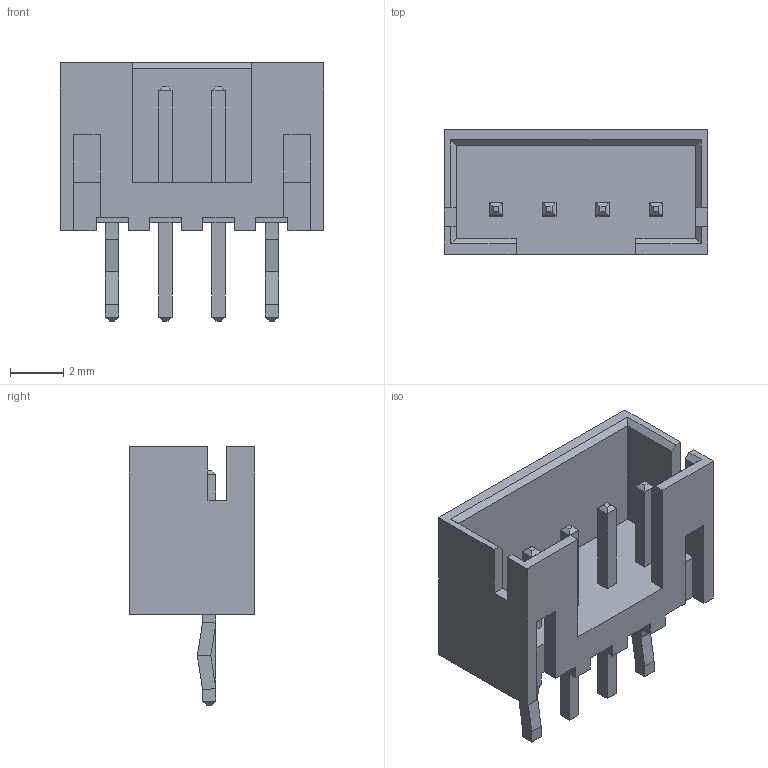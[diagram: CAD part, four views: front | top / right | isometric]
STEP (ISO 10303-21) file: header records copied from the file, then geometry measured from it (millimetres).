
FILE_DESCRIPTION (( 'STEP AP214' ), '1' );
FILE_NAME ('CONN-TH_4P-P2.00_FWF20001-S04S22W5B.step', '2022-07-29T17:10:06', ( '' ), ( '' ), 'SwSTEP 2.0', 'SolidWorks 2020', '' );
FILE_SCHEMA (( 'AUTOMOTIVE_DESIGN' ));
Length unit declared in the file: millimetre
Products named in the file (1): CONN-TH_4P-P2.00_FWF20001-S04S22W5B
Bounding box: 9.9 x 4.7 x 9.7 mm (x, y, z)
Volume: 131 mm3; surface area: 421 mm2
Topology: 14 solids, 14 shells, 403 faces, 1080 edges, 716 vertices
Faces by surface type: plane 305, bspline 98
Entity records: 17188 total; most frequent: CARTESIAN_POINT 3702, ORIENTED_EDGE 2160, DIRECTION 1478, EDGE_CURVE 1080, LINE 866, VECTOR 866, VERTEX_POINT 716, EDGE_LOOP 430
